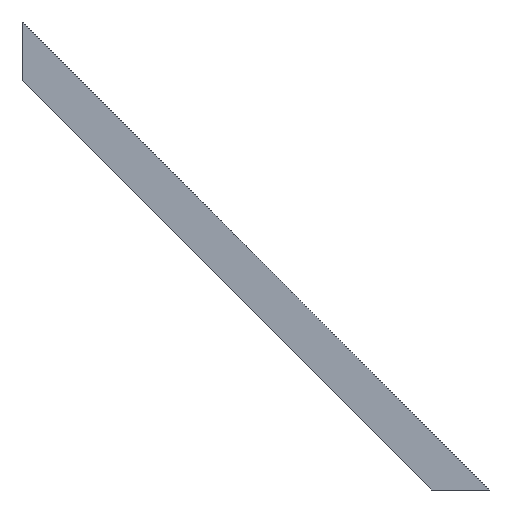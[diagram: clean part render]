
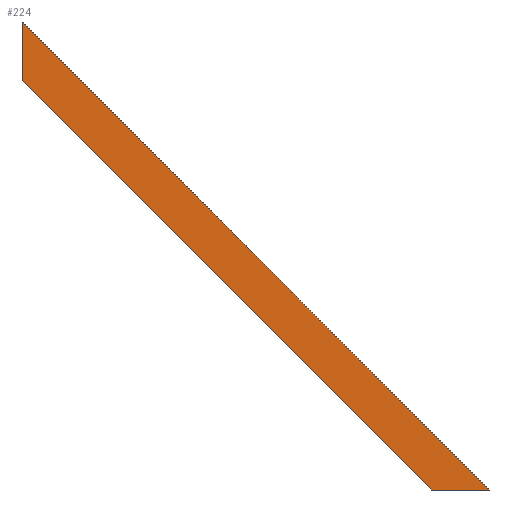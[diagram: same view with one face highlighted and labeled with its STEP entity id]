
A CAD part, left-side view. The second image highlights one B-rep face of the part: STEP entity #224.
In plain terms, the highlighted planar face has unit normal (-1, 0, 0).
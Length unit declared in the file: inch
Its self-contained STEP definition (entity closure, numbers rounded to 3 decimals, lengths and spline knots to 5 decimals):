
#145=CARTESIAN_POINT('',(-0.75,-16.97056,0.));
#146=VERTEX_POINT('',#145);
#153=CARTESIAN_POINT('',(-0.75,-14.84924,0.));
#154=VERTEX_POINT('',#153);
#155=CARTESIAN_POINT('',(-0.75,-16.97056,0.));
#156=DIRECTION('',(0.0,1.0,0.0));
#157=VECTOR('',#156,2.12132);
#158=LINE('',#155,#157);
#159=EDGE_CURVE('',#146,#154,#158,.T.);
#175=CARTESIAN_POINT('',(-0.75,0.,14.84924));
#176=VERTEX_POINT('',#175);
#177=CARTESIAN_POINT('',(-0.75,-14.84924,0.));
#178=DIRECTION('',(0.,0.707,0.707));
#179=VECTOR('',#178,21.0);
#180=LINE('',#177,#179);
#181=EDGE_CURVE('',#154,#176,#180,.T.);
#201=CARTESIAN_POINT('',(-0.75,-1.59099,14.31891));
#202=DIRECTION('',(-1.0,0.0,0.0));
#203=DIRECTION('',(0.0,-0.707,0.707));
#204=AXIS2_PLACEMENT_3D('',#201,#202,#203);
#205=PLANE('',#204);
#206=CARTESIAN_POINT('',(-0.75,0.,16.97056));
#207=VERTEX_POINT('',#206);
#208=CARTESIAN_POINT('',(-0.75,0.,16.97056));
#209=DIRECTION('',(0.,-0.707,-0.707));
#210=VECTOR('',#209,24.);
#211=LINE('',#208,#210);
#212=EDGE_CURVE('',#207,#146,#211,.T.);
#213=ORIENTED_EDGE('',*,*,#212,.F.);
#214=CARTESIAN_POINT('',(-0.75,0.,14.84924));
#215=DIRECTION('',(0.0,0.0,1.0));
#216=VECTOR('',#215,2.12132);
#217=LINE('',#214,#216);
#218=EDGE_CURVE('',#176,#207,#217,.T.);
#219=ORIENTED_EDGE('',*,*,#218,.F.);
#220=ORIENTED_EDGE('',*,*,#181,.F.);
#221=ORIENTED_EDGE('',*,*,#159,.F.);
#222=EDGE_LOOP('',(#213,#219,#220,#221));
#223=FACE_OUTER_BOUND('',#222,.T.);
#224=ADVANCED_FACE('',(#223),#205,.T.);
